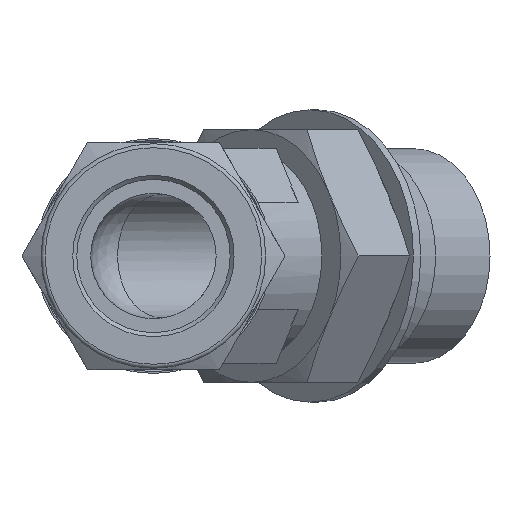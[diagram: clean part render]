
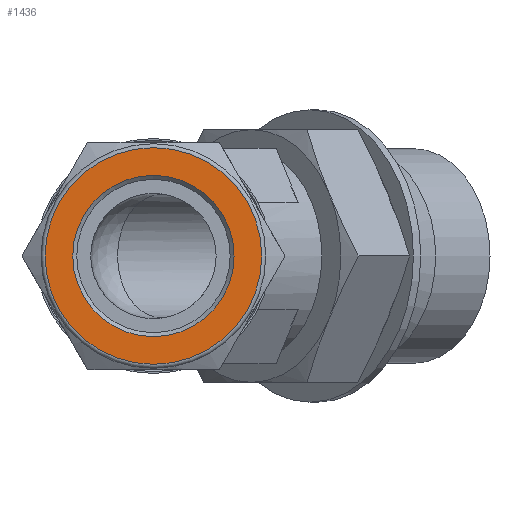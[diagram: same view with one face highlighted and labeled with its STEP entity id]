
A CAD part, left-side view. The second image highlights one B-rep face of the part: STEP entity #1436.
In plain terms, the highlighted planar face has unit normal (-1, 0, 0).
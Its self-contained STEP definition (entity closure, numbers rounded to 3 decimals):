
#78=FACE_BOUND('',#295,.T.);
#114=CIRCLE('',#1579,10.125);
#115=CIRCLE('',#1581,13.6);
#196=FACE_OUTER_BOUND('',#294,.T.);
#294=EDGE_LOOP('',(#1037));
#295=EDGE_LOOP('',(#1038));
#628=VERTEX_POINT('',#2329);
#629=VERTEX_POINT('',#2333);
#780=EDGE_CURVE('',#628,#628,#114,.T.);
#781=EDGE_CURVE('',#629,#629,#115,.T.);
#1037=ORIENTED_EDGE('',*,*,#781,.F.);
#1038=ORIENTED_EDGE('',*,*,#780,.T.);
#1378=PLANE('',#1580);
#1436=ADVANCED_FACE('',(#196,#78),#1378,.T.);
#1579=AXIS2_PLACEMENT_3D('',#2331,#1839,#1840);
#1580=AXIS2_PLACEMENT_3D('',#2332,#1841,#1842);
#1581=AXIS2_PLACEMENT_3D('',#2334,#1843,#1844);
#1839=DIRECTION('center_axis',(1.,0.,0.));
#1840=DIRECTION('ref_axis',(0.,0.,-1.));
#1841=DIRECTION('center_axis',(-1.,0.,0.));
#1842=DIRECTION('ref_axis',(0.,0.,1.));
#1843=DIRECTION('center_axis',(1.,0.,0.));
#1844=DIRECTION('ref_axis',(0.,0.,-1.));
#2329=CARTESIAN_POINT('',(-40.069,-10.125,0.));
#2331=CARTESIAN_POINT('Origin',(-40.069,0.,
0.));
#2332=CARTESIAN_POINT('Origin',(-40.069,13.6,0.));
#2333=CARTESIAN_POINT('',(-40.069,0.,13.6));
#2334=CARTESIAN_POINT('Origin',(-40.069,0.,
0.));
